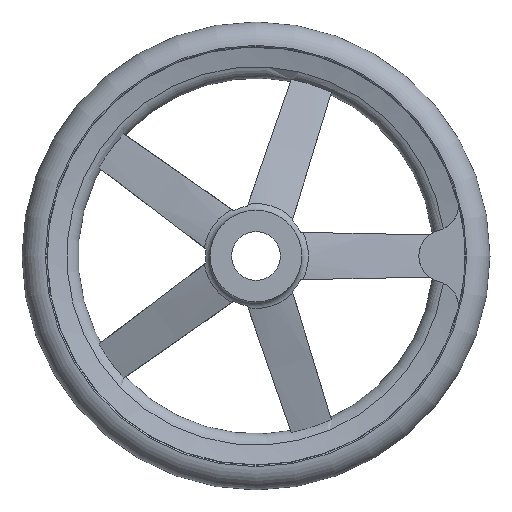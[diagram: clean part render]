
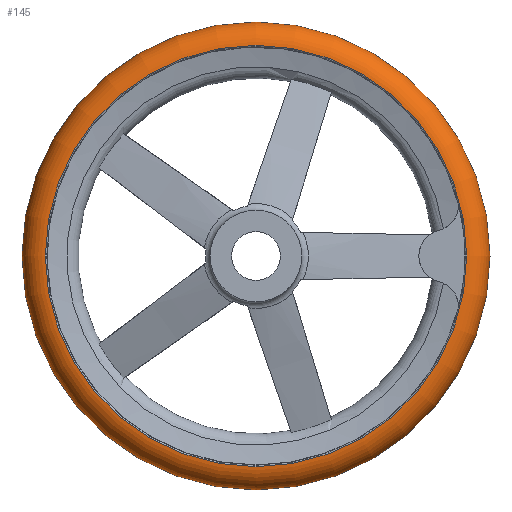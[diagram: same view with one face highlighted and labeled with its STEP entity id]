
A CAD part, front view. The second image highlights one B-rep face of the part: STEP entity #145.
In plain terms, the highlighted toroidal (fillet/blend) face has major radius 112 mm and minor radius 13 mm.
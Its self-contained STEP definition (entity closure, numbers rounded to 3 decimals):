
#145 = ADVANCED_FACE( '', ( #312, #313, #314 ), #315, .T. );
#312 = FACE_BOUND( '', #487, .T. );
#313 = FACE_OUTER_BOUND( '', #488, .T. );
#314 = FACE_OUTER_BOUND( '', #489, .T. );
#315 = TOROIDAL_SURFACE( '', #490, 112., 13. );
#487 = VERTEX_LOOP( '', #865 );
#488 = EDGE_LOOP( '', ( #866 ) );
#489 = EDGE_LOOP( '', ( #867 ) );
#490 = AXIS2_PLACEMENT_3D( '', #868, #869, #870 );
#865 = VERTEX_POINT( '', #1142 );
#866 = ORIENTED_EDGE( '', *, *, #1120, .T. );
#867 = ORIENTED_EDGE( '', *, *, #1065, .F. );
#868 = CARTESIAN_POINT( '', ( 0., 37., 0. ) );
#869 = DIRECTION( '', ( 0., -1., 0. ) );
#870 = DIRECTION( '', ( 0., 0., -1. ) );
#1065 = EDGE_CURVE( '', #1299, #1299, #1300, .T. );
#1120 = EDGE_CURVE( '', #1382, #1382, #1383, .T. );
#1142 = CARTESIAN_POINT( '', ( 0., 37., -125. ) );
#1299 = VERTEX_POINT( '', #1830 );
#1300 = CIRCLE( '', #1831, 112.542 );
#1382 = VERTEX_POINT( '', #2178 );
#1383 = CIRCLE( '', #2179, 112.542 );
#1830 = CARTESIAN_POINT( '', ( 0., 24.011, -112.542 ) );
#1831 = AXIS2_PLACEMENT_3D( '', #2404, #2405, #2406 );
#2178 = CARTESIAN_POINT( '', ( 0., 49.989, -112.542 ) );
#2179 = AXIS2_PLACEMENT_3D( '', #2462, #2463, #2464 );
#2404 = CARTESIAN_POINT( '', ( 0., 24.011, 0. ) );
#2405 = DIRECTION( '', ( 0., -1., 0. ) );
#2406 = DIRECTION( '', ( 0., 0., -1. ) );
#2462 = CARTESIAN_POINT( '', ( 0., 49.989, 0. ) );
#2463 = DIRECTION( '', ( 0., -1., 0. ) );
#2464 = DIRECTION( '', ( 0., 0., -1. ) );
